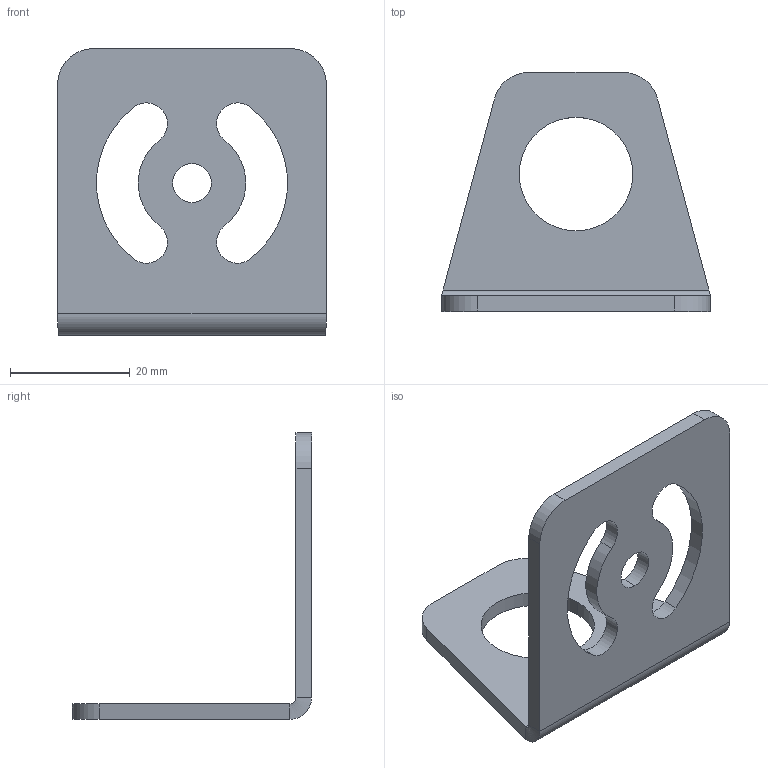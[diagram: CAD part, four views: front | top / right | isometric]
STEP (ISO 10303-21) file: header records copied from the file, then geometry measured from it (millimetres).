
FILE_DESCRIPTION((''),'2;1');
FILE_NAME('141784_SW','2008-08-11T',('banengservice'),('BANNER ENGINEERING'),'PRO/ENGINEER BY PARAMETRIC TECHNOLOGY CORPORATION, 2006170','PRO/ENGINEER BY PARAMETRIC TECHNOLOGY CORPORATION, 2006170','');
FILE_SCHEMA(('CONFIG_CONTROL_DESIGN'));
Length unit declared in the file: inch
Products named in the file (1): 141784_SW
Bounding box: 45 x 40 x 48 mm (x, y, z)
Volume: 6979.8 mm3; surface area: 6544.5 mm2
Topology: 1 solids, 1 shells, 341 faces, 958 edges, 636 vertices
Faces by surface type: plane 321, cylinder 18, bspline 2
Entity records: 10970 total; most frequent: CARTESIAN_POINT 2083, ORIENTED_EDGE 1916, DIRECTION 1664, EDGE_CURVE 958, VECTOR 922, LINE 922, VERTEX_POINT 636, AXIS2_PLACEMENT_3D 371
